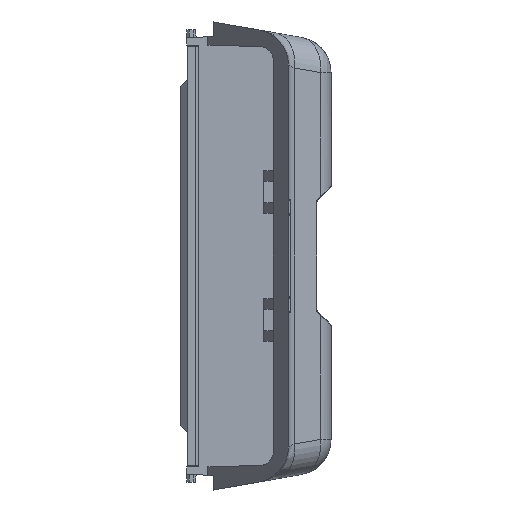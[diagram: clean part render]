
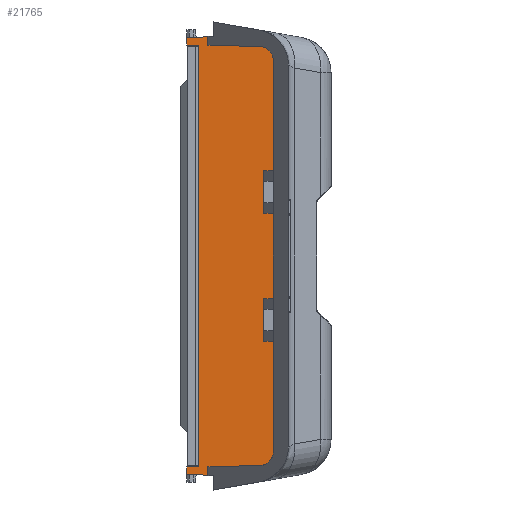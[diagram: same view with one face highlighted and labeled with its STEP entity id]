
A CAD part, left-side view. The second image highlights one B-rep face of the part: STEP entity #21765.
In plain terms, the highlighted planar face has unit normal (-1, 0.018, 0).
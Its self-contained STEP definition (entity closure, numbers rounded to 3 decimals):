
#30 = ORIENTED_EDGE ( 'NONE', *, *, #20130, .F. ) ;
#4019 = CARTESIAN_POINT ( 'NONE',  ( 34.052, 3.8, -30.75 ) ) ;
#4080 = DIRECTION ( 'NONE',  ( 0., 0., 1. ) ) ;
#4081 = VECTOR ( 'NONE', #4080, 1000. ) ;
#4082 = CARTESIAN_POINT ( 'NONE',  ( 34.052, 3.8, -31.8 ) ) ;
#4083 = LINE ( 'NONE', #4082, #4081 ) ;
#4159 = CARTESIAN_POINT ( 'NONE',  ( 34.052, 3.8, -29.65 ) ) ;
#6527 = CARTESIAN_POINT ( 'NONE',  ( 34.052, 3.8, 29.65 ) ) ;
#6528 = DIRECTION ( 'NONE',  ( 0.017, 1., 0.017 ) ) ;
#6529 = VECTOR ( 'NONE', #6528, 1000. ) ;
#6530 = CARTESIAN_POINT ( 'NONE',  ( 34.033, 2.707, 29.631 ) ) ;
#6531 = LINE ( 'NONE', #6530, #6529 ) ;
#6532 = CARTESIAN_POINT ( 'NONE',  ( 34.023, 2.1, 29.62 ) ) ;
#6752 = CARTESIAN_POINT ( 'NONE',  ( 34.072, 4.912, 30.731 ) ) ;
#6967 = DIRECTION ( 'NONE',  ( -0.017, -1., 0.017 ) ) ;
#6968 = VECTOR ( 'NONE', #6967, 1000. ) ;
#7099 = CARTESIAN_POINT ( 'NONE',  ( 34., 0.8, 30.802 ) ) ;
#7199 = CARTESIAN_POINT ( 'NONE',  ( 34., 0.8, -29.6 ) ) ;
#7200 = CARTESIAN_POINT ( 'NONE',  ( 34., 0.8, -30.802 ) ) ;
#7201 = DIRECTION ( 'NONE',  ( 0.017, 1., 0.017 ) ) ;
#7202 = VECTOR ( 'NONE', #7201, 1000. ) ;
#7203 = CARTESIAN_POINT ( 'NONE',  ( 34.052, 3.761, -30.751 ) ) ;
#7204 = LINE ( 'NONE', #7203, #7202 ) ;
#7206 = LINE ( 'NONE', #6752, #6968 ) ;
#7208 = CARTESIAN_POINT ( 'NONE',  ( 34.052, 3.8, 30.75 ) ) ;
#7228 = DIRECTION ( 'NONE',  ( 0., 0., 1. ) ) ;
#7229 = VECTOR ( 'NONE', #7228, 1000. ) ;
#7230 = CARTESIAN_POINT ( 'NONE',  ( 34.052, 3.8, -31.8 ) ) ;
#7231 = LINE ( 'NONE', #7230, #7229 ) ;
#7241 = DIRECTION ( 'NONE',  ( 0., 0., 1. ) ) ;
#7242 = VECTOR ( 'NONE', #7241, 1000. ) ;
#7243 = CARTESIAN_POINT ( 'NONE',  ( 34., 0.8, -33. ) ) ;
#7244 = LINE ( 'NONE', #7243, #7242 ) ;
#7245 = DIRECTION ( 'NONE',  ( 0.017, 1., 0.017 ) ) ;
#7246 = VECTOR ( 'NONE', #7245, 1000. ) ;
#7247 = CARTESIAN_POINT ( 'NONE',  ( 33.99, 0.207, 29.59 ) ) ;
#7248 = LINE ( 'NONE', #7247, #7246 ) ;
#7261 = CARTESIAN_POINT ( 'NONE',  ( 33.839, -8.4, -28.629 ) ) ;
#7262 = CARTESIAN_POINT ( 'NONE',  ( 33.854, -7.59, -29.454 ) ) ;
#7263 = CARTESIAN_POINT ( 'NONE',  ( 33.874, -6.435, -29.474 ) ) ;
#7264 =( BOUNDED_CURVE ( )  B_SPLINE_CURVE ( 3, ( #7263, #7262, #7261, #7304 ),
 .UNSPECIFIED., .F., .T. ) 
 B_SPLINE_CURVE_WITH_KNOTS ( ( 4, 4 ),
 ( 1.588, 3.142 ),
 .UNSPECIFIED. ) 
 CURVE ( )  GEOMETRIC_REPRESENTATION_ITEM ( )  RATIONAL_B_SPLINE_CURVE ( ( 1., 0.809, 0.809, 1. ) ) 
 REPRESENTATION_ITEM ( '' )  );
#7265 = LINE ( 'NONE', #7303, #7302 ) ;
#7266 = CARTESIAN_POINT ( 'NONE',  ( 33.839, -8.4, -27.474 ) ) ;
#7267 = CARTESIAN_POINT ( 'NONE',  ( 33.874, -6.435, -29.474 ) ) ;
#7268 = DIRECTION ( 'NONE',  ( 0.017, 1., -0.017 ) ) ;
#7269 = VECTOR ( 'NONE', #7268, 1000. ) ;
#7270 = CARTESIAN_POINT ( 'NONE',  ( 33.982, -0.233, -29.582 ) ) ;
#7271 = LINE ( 'NONE', #7270, #7269 ) ;
#7272 = DIRECTION ( 'NONE',  ( 0., 0., 1. ) ) ;
#7273 = VECTOR ( 'NONE', #7272, 1000. ) ;
#7274 = CARTESIAN_POINT ( 'NONE',  ( 34., 0.8, -33. ) ) ;
#7275 = LINE ( 'NONE', #7274, #7273 ) ;
#7286 = CARTESIAN_POINT ( 'NONE',  ( 34.052, 3.8, -33. ) ) ;
#7287 = PLANE ( 'NONE',  #7333 ) ;
#7288 = FACE_OUTER_BOUND ( 'NONE', #21766, .T. ) ;
#7293 = CARTESIAN_POINT ( 'NONE',  ( 34., 0.8, 29.6 ) ) ;
#7294 = CARTESIAN_POINT ( 'NONE',  ( 33.874, -6.435, 29.474 ) ) ;
#7295 = CARTESIAN_POINT ( 'NONE',  ( 33.854, -7.59, 29.454 ) ) ;
#7296 = CARTESIAN_POINT ( 'NONE',  ( 33.839, -8.4, 28.629 ) ) ;
#7297 = CARTESIAN_POINT ( 'NONE',  ( 33.839, -8.4, 27.474 ) ) ;
#7298 =( BOUNDED_CURVE ( )  B_SPLINE_CURVE ( 3, ( #7297, #7296, #7295, #7294 ),
 .UNSPECIFIED., .F., .T. ) 
 B_SPLINE_CURVE_WITH_KNOTS ( ( 4, 4 ),
 ( 0., 1.553 ),
 .UNSPECIFIED. ) 
 CURVE ( )  GEOMETRIC_REPRESENTATION_ITEM ( )  RATIONAL_B_SPLINE_CURVE ( ( 1., 0.809, 0.809, 1. ) ) 
 REPRESENTATION_ITEM ( '' )  );
#7299 = CARTESIAN_POINT ( 'NONE',  ( 33.874, -6.435, 29.474 ) ) ;
#7300 = CARTESIAN_POINT ( 'NONE',  ( 33.839, -8.4, 27.474 ) ) ;
#7301 = DIRECTION ( 'NONE',  ( 0., 0., -1. ) ) ;
#7302 = VECTOR ( 'NONE', #7301, 1000. ) ;
#7303 = CARTESIAN_POINT ( 'NONE',  ( 33.839, -8.4, 29.6 ) ) ;
#7304 = CARTESIAN_POINT ( 'NONE',  ( 33.839, -8.4, -27.474 ) ) ;
#7323 = DIRECTION ( 'NONE',  ( -0.017, -1., 0.017 ) ) ;
#7324 = VECTOR ( 'NONE', #7323, 1000. ) ;
#7325 = CARTESIAN_POINT ( 'NONE',  ( 34.053, 3.858, -29.651 ) ) ;
#7326 = LINE ( 'NONE', #7325, #7324 ) ;
#7327 = CARTESIAN_POINT ( 'NONE',  ( 34.023, 2.1, -29.62 ) ) ;
#7328 = DIRECTION ( 'NONE',  ( 0., 0., 1. ) ) ;
#7329 = VECTOR ( 'NONE', #7328, 1000. ) ;
#7330 = CARTESIAN_POINT ( 'NONE',  ( 34.023, 2.1, -33. ) ) ;
#7331 = DIRECTION ( 'NONE',  ( 0.017, 1., 0. ) ) ;
#7332 = DIRECTION ( 'NONE',  ( 1., -0.017, 0. ) ) ;
#7333 = AXIS2_PLACEMENT_3D ( 'NONE', #7286, #7332, #7331 ) ;
#7334 = LINE ( 'NONE', #7330, #7329 ) ;
#20128 = VERTEX_POINT ( 'NONE', #4019 ) ;
#20130 = EDGE_CURVE ( 'NONE', #20128, #20176, #4083, .T. ) ;
#20176 = VERTEX_POINT ( 'NONE', #4159 ) ;
#21343 = VERTEX_POINT ( 'NONE', #6532 ) ;
#21345 = EDGE_CURVE ( 'NONE', #21343, #21346, #6531, .T. ) ;
#21346 = VERTEX_POINT ( 'NONE', #6527 ) ;
#21637 = VERTEX_POINT ( 'NONE', #7099 ) ;
#21685 = ORIENTED_EDGE ( 'NONE', *, *, #21686, .F. ) ;
#21686 = EDGE_CURVE ( 'NONE', #21687, #20128, #7204, .T. ) ;
#21687 = VERTEX_POINT ( 'NONE', #7200 ) ;
#21688 = VERTEX_POINT ( 'NONE', #7199 ) ;
#21712 = EDGE_CURVE ( 'NONE', #21346, #21726, #7231, .T. ) ;
#21726 = VERTEX_POINT ( 'NONE', #7208 ) ;
#21728 = EDGE_CURVE ( 'NONE', #21726, #21637, #7206, .T. ) ;
#21735 = ORIENTED_EDGE ( 'NONE', *, *, #21736, .T. ) ;
#21736 = EDGE_CURVE ( 'NONE', #21761, #21762, #7248, .T. ) ;
#21737 = ORIENTED_EDGE ( 'NONE', *, *, #21738, .T. ) ;
#21738 = EDGE_CURVE ( 'NONE', #21762, #21637, #7244, .T. ) ;
#21739 = ORIENTED_EDGE ( 'NONE', *, *, #21728, .F. ) ;
#21740 = ORIENTED_EDGE ( 'NONE', *, *, #21712, .F. ) ;
#21748 = ORIENTED_EDGE ( 'NONE', *, *, #21749, .T. ) ;
#21749 = EDGE_CURVE ( 'NONE', #21687, #21688, #7275, .T. ) ;
#21750 = ORIENTED_EDGE ( 'NONE', *, *, #21751, .F. ) ;
#21751 = EDGE_CURVE ( 'NONE', #21752, #21688, #7271, .T. ) ;
#21752 = VERTEX_POINT ( 'NONE', #7267 ) ;
#21753 = ORIENTED_EDGE ( 'NONE', *, *, #21754, .T. ) ;
#21754 = EDGE_CURVE ( 'NONE', #21752, #21755, #7264, .T. ) ;
#21755 = VERTEX_POINT ( 'NONE', #7266 ) ;
#21756 = ORIENTED_EDGE ( 'NONE', *, *, #21757, .F. ) ;
#21757 = EDGE_CURVE ( 'NONE', #21758, #21755, #7265, .T. ) ;
#21758 = VERTEX_POINT ( 'NONE', #7300 ) ;
#21759 = ORIENTED_EDGE ( 'NONE', *, *, #21760, .T. ) ;
#21760 = EDGE_CURVE ( 'NONE', #21758, #21761, #7298, .T. ) ;
#21761 = VERTEX_POINT ( 'NONE', #7299 ) ;
#21762 = VERTEX_POINT ( 'NONE', #7293 ) ;
#21765 = ADVANCED_FACE ( 'NONE', ( #7288 ), #7287, .F. ) ;
#21766 = EDGE_LOOP ( 'NONE', ( #21767, #21768, #21771, #30, #21685, #21748, #21750, #21753, #21756, #21759, #21735, #21737, #21739, #21740 ) ) ;
#21767 = ORIENTED_EDGE ( 'NONE', *, *, #21345, .F. ) ;
#21768 = ORIENTED_EDGE ( 'NONE', *, *, #21769, .F. ) ;
#21769 = EDGE_CURVE ( 'NONE', #21770, #21343, #7334, .T. ) ;
#21770 = VERTEX_POINT ( 'NONE', #7327 ) ;
#21771 = ORIENTED_EDGE ( 'NONE', *, *, #21772, .F. ) ;
#21772 = EDGE_CURVE ( 'NONE', #20176, #21770, #7326, .T. ) ;
